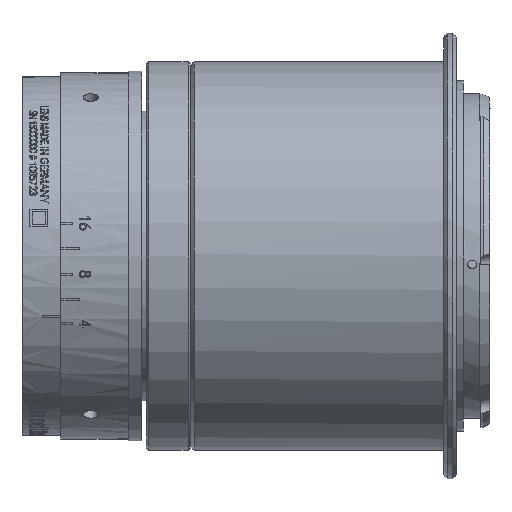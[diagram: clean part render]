
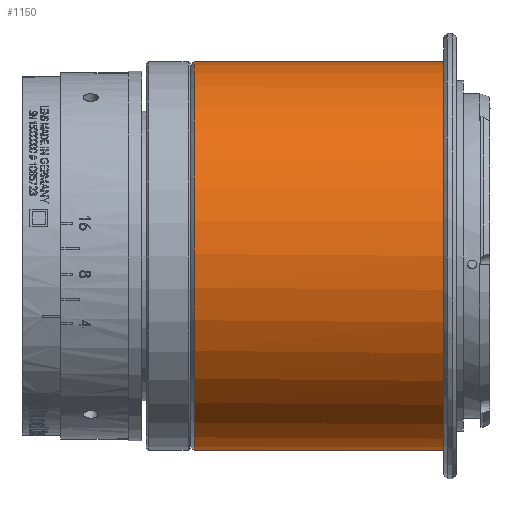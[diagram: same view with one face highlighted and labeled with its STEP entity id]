
A CAD part, front view. The second image highlights one B-rep face of the part: STEP entity #1150.
In plain terms, the highlighted cylindrical face has radius 26 mm (diameter 52 mm), a full revolution.
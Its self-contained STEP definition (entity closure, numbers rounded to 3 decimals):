
#1150=ADVANCED_FACE('',(#3176,#3177),#1612,.T.);
#1612=CYLINDRICAL_SURFACE('',#12290,26.);
#2794=CIRCLE('',#12287,26.);
#2795=CIRCLE('',#12289,26.);
#3176=FACE_BOUND('',#3723,.T.);
#3177=FACE_BOUND('',#3724,.T.);
#3723=EDGE_LOOP('',(#6118));
#3724=EDGE_LOOP('',(#6119));
#6118=ORIENTED_EDGE('',*,*,#10239,.T.);
#6119=ORIENTED_EDGE('',*,*,#10238,.F.);
#8671=VERTEX_POINT('',#21261);
#8672=VERTEX_POINT('',#21264);
#10238=EDGE_CURVE('',#8671,#8671,#2794,.T.);
#10239=EDGE_CURVE('',#8672,#8672,#2795,.T.);
#12287=AXIS2_PLACEMENT_3D('',#21260,#13887,#13888);
#12289=AXIS2_PLACEMENT_3D('',#21263,#13891,#13892);
#12290=AXIS2_PLACEMENT_3D('',#21265,#13893,#13894);
#13887=DIRECTION('',(1.,0.,0.));
#13888=DIRECTION('',(0.,0.,1.));
#13891=DIRECTION('',(1.,0.,0.));
#13892=DIRECTION('',(0.,0.,1.));
#13893=DIRECTION('',(-1.,0.,0.));
#13894=DIRECTION('',(0.,0.,1.));
#21260=CARTESIAN_POINT('',(-48.2,0.,0.));
#21261=CARTESIAN_POINT('',(-48.2,0.,26.));
#21263=CARTESIAN_POINT('',(-81.6,0.,0.));
#21264=CARTESIAN_POINT('',(-81.6,0.,26.));
#21265=CARTESIAN_POINT('',(-50.8,0.,0.));
